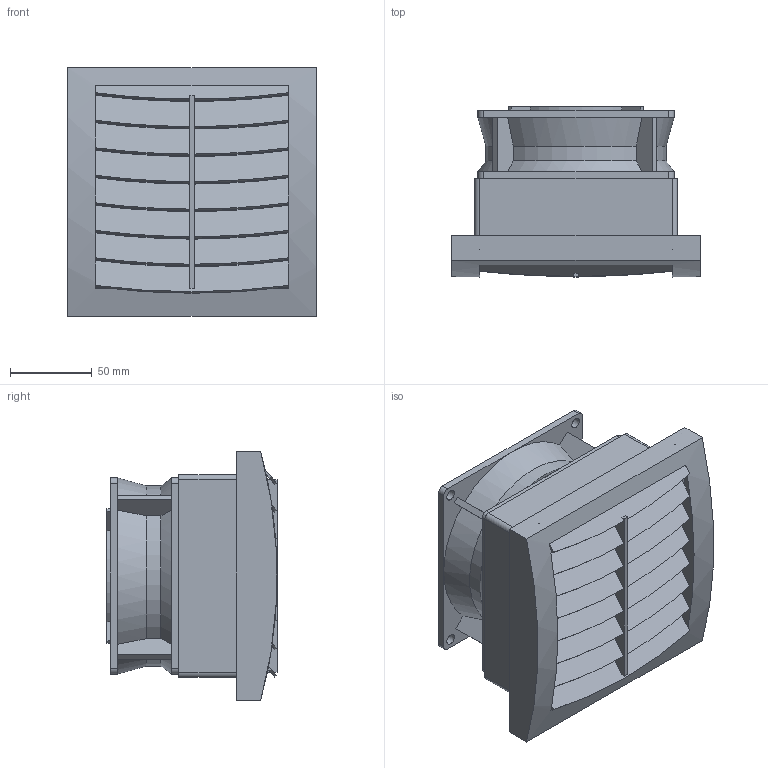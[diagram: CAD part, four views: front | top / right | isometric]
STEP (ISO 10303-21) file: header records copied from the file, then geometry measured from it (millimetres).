
FILE_DESCRIPTION (( 'STEP AP214' ), '1' );
FILE_NAME ('018812-00.STEP', '2019-08-05T10:52:43', ( '' ), ( '' ), 'SwSTEP 2.0', 'SolidWorks 2018', '' );
FILE_SCHEMA (( 'AUTOMOTIVE_DESIGN' ));
Length unit declared in the file: inch
Products named in the file (1): 018812-00
Bounding box: 152 x 104 x 152.01 mm (x, y, z)
Volume: 537020.9 mm3; surface area: 231956 mm2
Topology: 1 solids, 1 shells, 544 faces, 1623 edges, 1052 vertices
Faces by surface type: plane 329, cylinder 207, cone 8
Full cylindrical faces by diameter (mm): 6.5 x8, 33.6 x1, 96 x1
Entity records: 18624 total; most frequent: CARTESIAN_POINT 3315, ORIENTED_EDGE 3216, DIRECTION 3162, EDGE_CURVE 1608, LINE 1068, VECTOR 1068, VERTEX_POINT 1048, AXIS2_PLACEMENT_3D 1047
